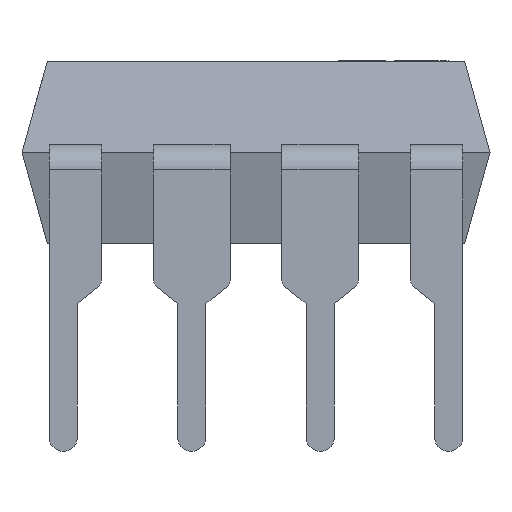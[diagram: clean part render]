
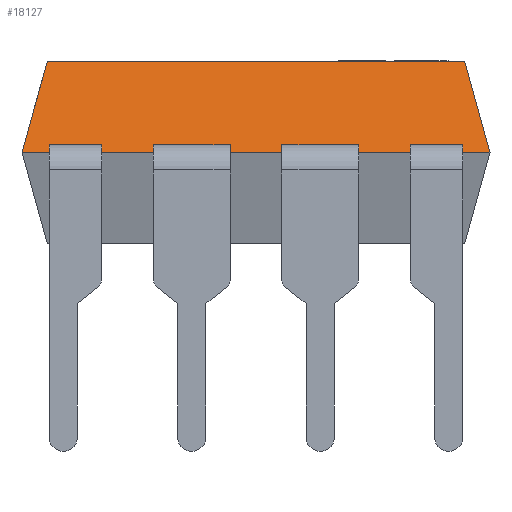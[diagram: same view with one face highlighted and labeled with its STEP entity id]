
A CAD part, front view. The second image highlights one B-rep face of the part: STEP entity #18127.
In plain terms, the highlighted planar face has unit normal (0, -0.964, 0.268).
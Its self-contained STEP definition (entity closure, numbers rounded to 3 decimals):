
#79 = VECTOR ( 'NONE', #6581, 1000. ) ;
#98 = VERTEX_POINT ( 'NONE', #12065 ) ;
#448 = VECTOR ( 'NONE', #1321, 1000. ) ;
#1321 = DIRECTION ( 'NONE',  ( 1., 0., 0. ) ) ;
#1437 = CARTESIAN_POINT ( 'NONE',  ( -4.625, -3.175, 0. ) ) ;
#1573 = VECTOR ( 'NONE', #2735, 1000. ) ;
#1834 = CARTESIAN_POINT ( 'NONE',  ( 4.625, -3.175, 0. ) ) ;
#2001 = CARTESIAN_POINT ( 'NONE',  ( -4.625, -3.175, 0. ) ) ;
#2226 = EDGE_LOOP ( 'NONE', ( #15029, #13825, #17698, #12434 ) ) ;
#2492 = EDGE_CURVE ( 'NONE', #8197, #16401, #17591, .T. ) ;
#2735 = DIRECTION ( 'NONE',  ( 1., 0., 0. ) ) ;
#4787 = VECTOR ( 'NONE', #7919, 1000. ) ;
#5926 = CARTESIAN_POINT ( 'NONE',  ( -4.125, -2.675, 1.8 ) ) ;
#6581 = DIRECTION ( 'NONE',  ( 0.259, 0.259, 0.931 ) ) ;
#6604 = CARTESIAN_POINT ( 'NONE',  ( 4.625, -3.175, 0. ) ) ;
#7697 = VERTEX_POINT ( 'NONE', #12579 ) ;
#7919 = DIRECTION ( 'NONE',  ( -0.259, 0.259, 0.931 ) ) ;
#8197 = VERTEX_POINT ( 'NONE', #1437 ) ;
#8663 = DIRECTION ( 'NONE',  ( 0., 0.964, -0.268 ) ) ;
#9957 = DIRECTION ( 'NONE',  ( 0., 0.268, 0.964 ) ) ;
#10037 = PLANE ( 'NONE',  #14795 ) ;
#10881 = EDGE_CURVE ( 'NONE', #16401, #98, #15416, .T. ) ;
#11578 = FACE_OUTER_BOUND ( 'NONE', #2226, .T. ) ;
#11997 = EDGE_CURVE ( 'NONE', #8197, #7697, #13701, .T. ) ;
#12065 = CARTESIAN_POINT ( 'NONE',  ( 4.125, -2.675, 1.8 ) ) ;
#12434 = ORIENTED_EDGE ( 'NONE', *, *, #2492, .T. ) ;
#12579 = CARTESIAN_POINT ( 'NONE',  ( -4.125, -2.675, 1.8 ) ) ;
#13701 = LINE ( 'NONE', #2001, #79 ) ;
#13825 = ORIENTED_EDGE ( 'NONE', *, *, #18555, .F. ) ;
#14678 = CARTESIAN_POINT ( 'NONE',  ( -4.625, -3.175, 0. ) ) ;
#14795 = AXIS2_PLACEMENT_3D ( 'NONE', #19249, #8663, #9957 ) ;
#15010 = LINE ( 'NONE', #5926, #1573 ) ;
#15029 = ORIENTED_EDGE ( 'NONE', *, *, #10881, .T. ) ;
#15416 = LINE ( 'NONE', #1834, #4787 ) ;
#16401 = VERTEX_POINT ( 'NONE', #6604 ) ;
#17591 = LINE ( 'NONE', #14678, #448 ) ;
#17698 = ORIENTED_EDGE ( 'NONE', *, *, #11997, .F. ) ;
#18127 = ADVANCED_FACE ( 'NONE', ( #11578 ), #10037, .F. ) ;
#18555 = EDGE_CURVE ( 'NONE', #7697, #98, #15010, .T. ) ;
#19249 = CARTESIAN_POINT ( 'NONE',  ( 0., -2.948, 0.819 ) ) ;
